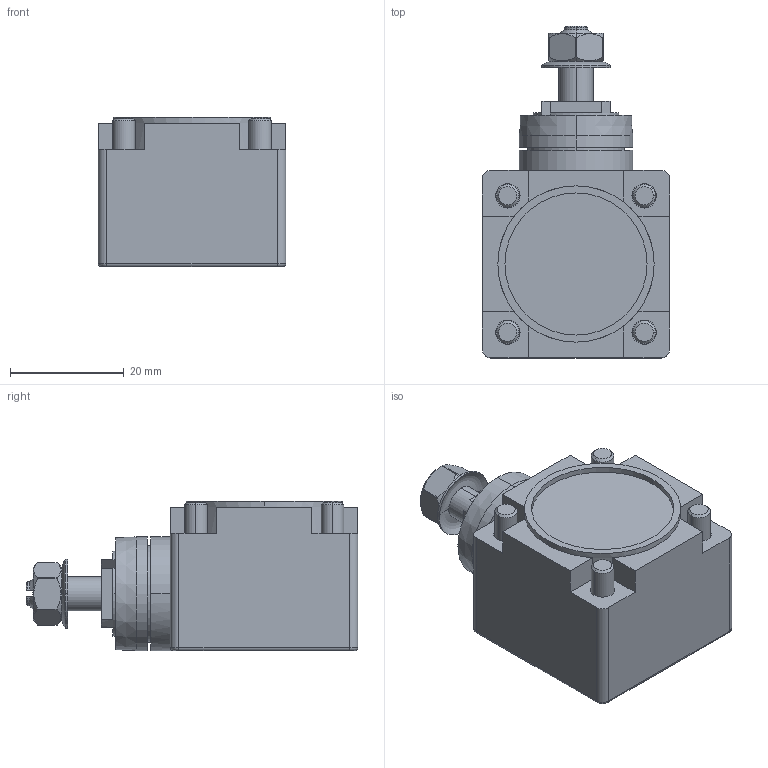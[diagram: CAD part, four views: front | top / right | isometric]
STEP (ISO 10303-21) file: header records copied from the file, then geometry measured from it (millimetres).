
FILE_DESCRIPTION(('STEP AP242'),'1');
FILE_NAME('switch_zcke05.stp','2020-10-30T21:56:09',('TraceParts'),('TraceParts S.A.'),'Spatial InterOp 3D',' ',' ');
FILE_SCHEMA(('AP242_MANAGED_MODEL_BASED_3D_ENGINEERING_MIM_LF {1 0 10303 442 1 1 4}'));
Length unit declared in the file: millimetre
Products named in the file (1): switch_zcke05_1
Bounding box: 33 x 58.4 x 26.25 mm (x, y, z)
Volume: 28349 mm3; surface area: 14677.5 mm2
Topology: 10 solids, 10 shells, 431 faces, 953 edges, 573 vertices
Faces by surface type: plane 206, cylinder 143, cone 49, torus 32, bspline 1
Entity records: 12431 total; most frequent: CARTESIAN_POINT 2615, DIRECTION 2203, ORIENTED_EDGE 1906, EDGE_CURVE 953, AXIS2_PLACEMENT_3D 852, VERTEX_POINT 573, LINE 499, VECTOR 499
